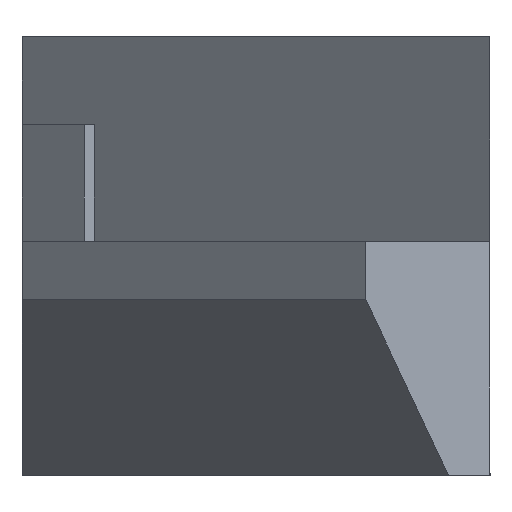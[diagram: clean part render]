
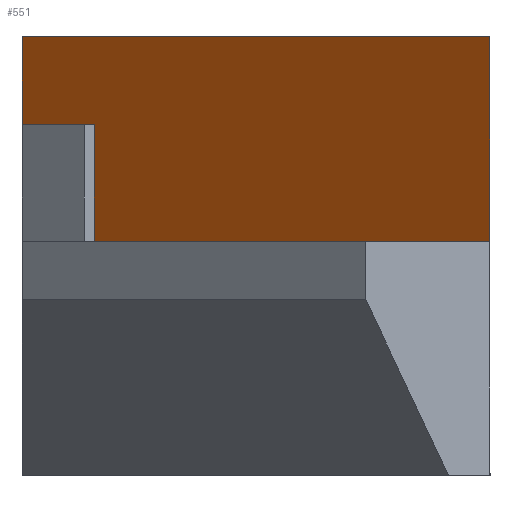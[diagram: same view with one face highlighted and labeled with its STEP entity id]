
A CAD part, left-side view. The second image highlights one B-rep face of the part: STEP entity #551.
In plain terms, the highlighted planar face has unit normal (-0.707, 0.707, 0).
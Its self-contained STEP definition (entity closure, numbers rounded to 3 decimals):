
#5 = VECTOR ( 'NONE', #634, 1000. ) ;
#19 = CARTESIAN_POINT ( 'NONE',  ( 155.817, 167.015, 0. ) ) ;
#26 = VERTEX_POINT ( 'NONE', #80 ) ;
#59 = VERTEX_POINT ( 'NONE', #463 ) ;
#61 = CARTESIAN_POINT ( 'NONE',  ( 155.817, 167.015, -3.5 ) ) ;
#65 = VECTOR ( 'NONE', #525, 1000. ) ;
#80 = CARTESIAN_POINT ( 'NONE',  ( 155.817, 167.015, -1.5 ) ) ;
#84 = LINE ( 'NONE', #19, #65 ) ;
#94 = CARTESIAN_POINT ( 'NONE',  ( 155.817, 167.015, 0. ) ) ;
#137 = DIRECTION ( 'NONE',  ( -0.707, -0.707, 0. ) ) ;
#138 = VERTEX_POINT ( 'NONE', #499 ) ;
#145 = LINE ( 'NONE', #152, #185 ) ;
#152 = CARTESIAN_POINT ( 'NONE',  ( 147.817, 159.015, 0. ) ) ;
#185 = VECTOR ( 'NONE', #428, 1000. ) ;
#236 = ORIENTED_EDGE ( 'NONE', *, *, #607, .F. ) ;
#246 = CARTESIAN_POINT ( 'NONE',  ( 155.817, 167.015, -1.5 ) ) ;
#263 = CARTESIAN_POINT ( 'NONE',  ( 154.579, 165.778, -1.5 ) ) ;
#281 = EDGE_LOOP ( 'NONE', ( #345, #390, #329, #597, #371, #236 ) ) ;
#322 = EDGE_CURVE ( 'NONE', #59, #480, #145, .T. ) ;
#325 = LINE ( 'NONE', #394, #532 ) ;
#329 = ORIENTED_EDGE ( 'NONE', *, *, #479, .T. ) ;
#334 = DIRECTION ( 'NONE',  ( 0., 0., -1. ) ) ;
#345 = ORIENTED_EDGE ( 'NONE', *, *, #553, .F. ) ;
#346 = DIRECTION ( 'NONE',  ( -0.707, -0.707, 0. ) ) ;
#350 = VERTEX_POINT ( 'NONE', #94 ) ;
#369 = VERTEX_POINT ( 'NONE', #263 ) ;
#371 = ORIENTED_EDGE ( 'NONE', *, *, #322, .F. ) ;
#390 = ORIENTED_EDGE ( 'NONE', *, *, #544, .T. ) ;
#394 = CARTESIAN_POINT ( 'NONE',  ( 154.579, 165.778, 0. ) ) ;
#405 = FACE_OUTER_BOUND ( 'NONE', #281, .T. ) ;
#414 = VECTOR ( 'NONE', #506, 1000. ) ;
#428 = DIRECTION ( 'NONE',  ( 0., 0., -1. ) ) ;
#460 = AXIS2_PLACEMENT_3D ( 'NONE', #635, #467, #137 ) ;
#463 = CARTESIAN_POINT ( 'NONE',  ( 147.817, 159.015, 0. ) ) ;
#467 = DIRECTION ( 'NONE',  ( -0.707, 0.707, 0. ) ) ;
#478 = LINE ( 'NONE', #61, #414 ) ;
#479 = EDGE_CURVE ( 'NONE', #369, #138, #325, .T. ) ;
#480 = VERTEX_POINT ( 'NONE', #663 ) ;
#499 = CARTESIAN_POINT ( 'NONE',  ( 154.579, 165.778, -3.5 ) ) ;
#506 = DIRECTION ( 'NONE',  ( -0.707, -0.707, 0. ) ) ;
#525 = DIRECTION ( 'NONE',  ( 0., 0., 1. ) ) ;
#532 = VECTOR ( 'NONE', #334, 1000. ) ;
#544 = EDGE_CURVE ( 'NONE', #26, #369, #572, .T. ) ;
#551 = ADVANCED_FACE ( 'NONE', ( #405 ), #569, .T. ) ;
#553 = EDGE_CURVE ( 'NONE', #26, #350, #84, .T. ) ;
#569 = PLANE ( 'NONE',  #460 ) ;
#572 = LINE ( 'NONE', #246, #715 ) ;
#597 = ORIENTED_EDGE ( 'NONE', *, *, #639, .T. ) ;
#607 = EDGE_CURVE ( 'NONE', #350, #59, #628, .T. ) ;
#628 = LINE ( 'NONE', #644, #5 ) ;
#634 = DIRECTION ( 'NONE',  ( -0.707, -0.707, 0. ) ) ;
#635 = CARTESIAN_POINT ( 'NONE',  ( 155.817, 167.015, 0. ) ) ;
#639 = EDGE_CURVE ( 'NONE', #138, #480, #478, .T. ) ;
#644 = CARTESIAN_POINT ( 'NONE',  ( 155.817, 167.015, 0. ) ) ;
#663 = CARTESIAN_POINT ( 'NONE',  ( 147.817, 159.015, -3.5 ) ) ;
#715 = VECTOR ( 'NONE', #346, 1000. ) ;
